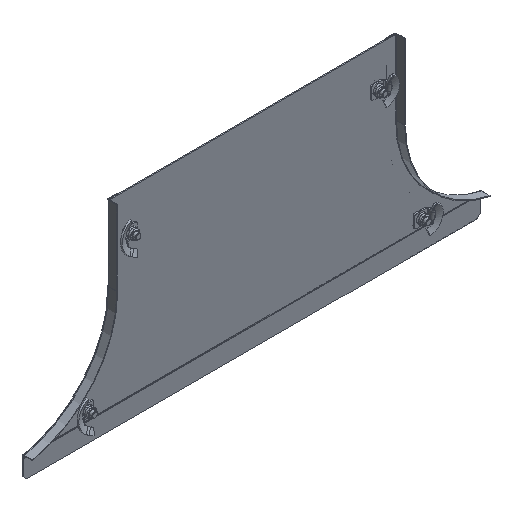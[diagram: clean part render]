
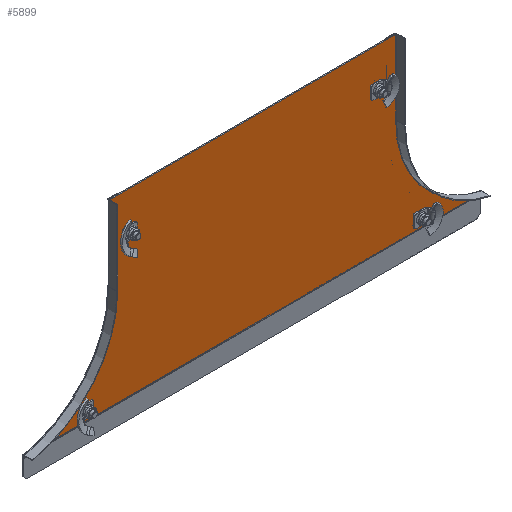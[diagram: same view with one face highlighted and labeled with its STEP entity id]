
A CAD part, isometric view. The second image highlights one B-rep face of the part: STEP entity #5899.
In plain terms, the highlighted planar face has unit normal (0, -1, 0).
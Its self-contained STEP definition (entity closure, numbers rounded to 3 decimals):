
#25 = AXIS2_PLACEMENT_3D ( 'NONE', #733, #5278, #2065 ) ;
#195 = DIRECTION ( 'NONE',  ( 0., -1., 0. ) ) ;
#242 = EDGE_LOOP ( 'NONE', ( #6348, #6373 ) ) ;
#333 = VERTEX_POINT ( 'NONE', #5969 ) ;
#336 = DIRECTION ( 'NONE',  ( 0., 0., -1. ) ) ;
#363 = EDGE_LOOP ( 'NONE', ( #1065, #5054 ) ) ;
#365 = CARTESIAN_POINT ( 'NONE',  ( 173., -1.5, -52.5 ) ) ;
#385 = DIRECTION ( 'NONE',  ( 1., 0., 0. ) ) ;
#433 = LINE ( 'NONE', #3669, #7126 ) ;
#546 = VERTEX_POINT ( 'NONE', #3118 ) ;
#733 = CARTESIAN_POINT ( 'NONE',  ( 173., -1.5, -52.5 ) ) ;
#782 = VERTEX_POINT ( 'NONE', #3453 ) ;
#904 = DIRECTION ( 'NONE',  ( 0., 1., 0. ) ) ;
#981 = AXIS2_PLACEMENT_3D ( 'NONE', #3582, #2913, #6145 ) ;
#988 = CARTESIAN_POINT ( 'NONE',  ( 173., -1.5, -60.75 ) ) ;
#1001 = CARTESIAN_POINT ( 'NONE',  ( -200., -1.5, 0. ) ) ;
#1065 = ORIENTED_EDGE ( 'NONE', *, *, #5271, .T. ) ;
#1153 = CIRCLE ( 'NONE', #5825, 150. ) ;
#1174 = VERTEX_POINT ( 'NONE', #7294 ) ;
#1267 = CARTESIAN_POINT ( 'NONE',  ( 319.976, -1.5, -251.964 ) ) ;
#1396 = CARTESIAN_POINT ( 'NONE',  ( 233.781, -1.5, -246.75 ) ) ;
#1408 = CARTESIAN_POINT ( 'NONE',  ( -350., -1.5, -105. ) ) ;
#1442 = CARTESIAN_POINT ( 'NONE',  ( 233.781, -1.5, -238.5 ) ) ;
#1504 = ORIENTED_EDGE ( 'NONE', *, *, #5333, .F. ) ;
#1682 = EDGE_LOOP ( 'NONE', ( #4565, #4296 ) ) ;
#1764 = CARTESIAN_POINT ( 'NONE',  ( 200., -1.5, 0. ) ) ;
#1785 = CIRCLE ( 'NONE', #2789, 8.25 ) ;
#1855 = ORIENTED_EDGE ( 'NONE', *, *, #7570, .F. ) ;
#1879 = AXIS2_PLACEMENT_3D ( 'NONE', #6922, #3674, #3916 ) ;
#1995 = ORIENTED_EDGE ( 'NONE', *, *, #5533, .F. ) ;
#2024 = VECTOR ( 'NONE', #3552, 1000. ) ;
#2065 = DIRECTION ( 'NONE',  ( 0., 0., -1. ) ) ;
#2147 = EDGE_CURVE ( 'NONE', #8203, #6045, #6455, .T. ) ;
#2224 = CARTESIAN_POINT ( 'NONE',  ( -173., -1.5, -52.5 ) ) ;
#2300 = CARTESIAN_POINT ( 'NONE',  ( -200., -1.5, -105. ) ) ;
#2413 = LINE ( 'NONE', #7415, #7656 ) ;
#2498 = EDGE_LOOP ( 'NONE', ( #4708, #3290 ) ) ;
#2539 = DIRECTION ( 'NONE',  ( 0., 0., -1. ) ) ;
#2575 = CARTESIAN_POINT ( 'NONE',  ( -319.976, -1.5, -251.964 ) ) ;
#2789 = AXIS2_PLACEMENT_3D ( 'NONE', #2224, #4232, #336 ) ;
#2913 = DIRECTION ( 'NONE',  ( 0., 1., 0. ) ) ;
#2995 = DIRECTION ( 'NONE',  ( 0., 1., 0. ) ) ;
#3014 = ORIENTED_EDGE ( 'NONE', *, *, #7003, .F. ) ;
#3118 = CARTESIAN_POINT ( 'NONE',  ( 233.781, -1.5, -230.25 ) ) ;
#3120 = EDGE_CURVE ( 'NONE', #782, #333, #8104, .T. ) ;
#3208 = AXIS2_PLACEMENT_3D ( 'NONE', #4867, #5402, #7975 ) ;
#3221 = CIRCLE ( 'NONE', #981, 8.25 ) ;
#3290 = ORIENTED_EDGE ( 'NONE', *, *, #4506, .T. ) ;
#3348 = VERTEX_POINT ( 'NONE', #1001 ) ;
#3367 = EDGE_CURVE ( 'NONE', #5945, #6976, #5873, .T. ) ;
#3453 = CARTESIAN_POINT ( 'NONE',  ( -173., -1.5, -60.75 ) ) ;
#3464 = VERTEX_POINT ( 'NONE', #7454 ) ;
#3541 = DIRECTION ( 'NONE',  ( 0., 1., 0. ) ) ;
#3552 = DIRECTION ( 'NONE',  ( 0., 0., 1. ) ) ;
#3582 = CARTESIAN_POINT ( 'NONE',  ( 233.781, -1.5, -238.5 ) ) ;
#3605 = FACE_BOUND ( 'NONE', #2498, .T. ) ;
#3629 = DIRECTION ( 'NONE',  ( 0., 0., -1. ) ) ;
#3669 = CARTESIAN_POINT ( 'NONE',  ( 350., -1.5, -251.964 ) ) ;
#3674 = DIRECTION ( 'NONE',  ( 0., -1., 0. ) ) ;
#3767 = VERTEX_POINT ( 'NONE', #1267 ) ;
#3916 = DIRECTION ( 'NONE',  ( 0., 0., -1. ) ) ;
#4114 = DIRECTION ( 'NONE',  ( 0., 0., -1. ) ) ;
#4118 = DIRECTION ( 'NONE',  ( 1., 0., 0. ) ) ;
#4173 = CARTESIAN_POINT ( 'NONE',  ( -233.781, -1.5, -238.5 ) ) ;
#4224 = FACE_BOUND ( 'NONE', #1682, .T. ) ;
#4232 = DIRECTION ( 'NONE',  ( 0., 1., 0. ) ) ;
#4296 = ORIENTED_EDGE ( 'NONE', *, *, #7437, .T. ) ;
#4506 = EDGE_CURVE ( 'NONE', #3464, #7580, #5865, .T. ) ;
#4565 = ORIENTED_EDGE ( 'NONE', *, *, #3367, .T. ) ;
#4628 = AXIS2_PLACEMENT_3D ( 'NONE', #4173, #904, #6704 ) ;
#4708 = ORIENTED_EDGE ( 'NONE', *, *, #5385, .T. ) ;
#4777 = PLANE ( 'NONE',  #1879 ) ;
#4791 = DIRECTION ( 'NONE',  ( 0., 0., -1. ) ) ;
#4819 = FACE_OUTER_BOUND ( 'NONE', #5074, .T. ) ;
#4867 = CARTESIAN_POINT ( 'NONE',  ( -233.781, -1.5, -238.5 ) ) ;
#4927 = CARTESIAN_POINT ( 'NONE',  ( -173., -1.5, -52.5 ) ) ;
#5054 = ORIENTED_EDGE ( 'NONE', *, *, #6296, .T. ) ;
#5074 = EDGE_LOOP ( 'NONE', ( #7698, #5395, #1855, #3014, #1995, #1504 ) ) ;
#5225 = VECTOR ( 'NONE', #4114, 1000. ) ;
#5247 = CIRCLE ( 'NONE', #4628, 8.25 ) ;
#5271 = EDGE_CURVE ( 'NONE', #546, #5280, #3221, .T. ) ;
#5278 = DIRECTION ( 'NONE',  ( 0., 1., 0. ) ) ;
#5280 = VERTEX_POINT ( 'NONE', #1396 ) ;
#5333 = EDGE_CURVE ( 'NONE', #6045, #3348, #7766, .T. ) ;
#5337 = AXIS2_PLACEMENT_3D ( 'NONE', #4927, #2995, #5571 ) ;
#5338 = FACE_BOUND ( 'NONE', #242, .T. ) ;
#5385 = EDGE_CURVE ( 'NONE', #7580, #3464, #5247, .T. ) ;
#5395 = ORIENTED_EDGE ( 'NONE', *, *, #7481, .T. ) ;
#5402 = DIRECTION ( 'NONE',  ( 0., 1., 0. ) ) ;
#5491 = CARTESIAN_POINT ( 'NONE',  ( 200., -1.5, 0. ) ) ;
#5533 = EDGE_CURVE ( 'NONE', #3348, #6066, #2413, .T. ) ;
#5571 = DIRECTION ( 'NONE',  ( 0., 0., -1. ) ) ;
#5725 = CIRCLE ( 'NONE', #25, 8.25 ) ;
#5750 = CARTESIAN_POINT ( 'NONE',  ( -233.781, -1.5, -230.25 ) ) ;
#5809 = AXIS2_PLACEMENT_3D ( 'NONE', #1408, #195, #5927 ) ;
#5825 = AXIS2_PLACEMENT_3D ( 'NONE', #7603, #6297, #2539 ) ;
#5827 = LINE ( 'NONE', #5491, #5225 ) ;
#5865 = CIRCLE ( 'NONE', #3208, 8.25 ) ;
#5873 = CIRCLE ( 'NONE', #6459, 8.25 ) ;
#5899 = ADVANCED_FACE ( 'NONE', ( #3605, #5338, #6017, #4224, #4819 ), #4777, .T. ) ;
#5927 = DIRECTION ( 'NONE',  ( 0., 0., -1. ) ) ;
#5945 = VERTEX_POINT ( 'NONE', #6806 ) ;
#5969 = CARTESIAN_POINT ( 'NONE',  ( -173., -1.5, -44.25 ) ) ;
#6017 = FACE_BOUND ( 'NONE', #363, .T. ) ;
#6045 = VERTEX_POINT ( 'NONE', #6905 ) ;
#6066 = VERTEX_POINT ( 'NONE', #1764 ) ;
#6145 = DIRECTION ( 'NONE',  ( 0., 0., -1. ) ) ;
#6296 = EDGE_CURVE ( 'NONE', #5280, #546, #8052, .T. ) ;
#6297 = DIRECTION ( 'NONE',  ( 0., -1., 0. ) ) ;
#6348 = ORIENTED_EDGE ( 'NONE', *, *, #7227, .T. ) ;
#6373 = ORIENTED_EDGE ( 'NONE', *, *, #3120, .T. ) ;
#6455 = CIRCLE ( 'NONE', #5809, 150. ) ;
#6459 = AXIS2_PLACEMENT_3D ( 'NONE', #365, #3541, #3629 ) ;
#6704 = DIRECTION ( 'NONE',  ( 0., 0., -1. ) ) ;
#6733 = AXIS2_PLACEMENT_3D ( 'NONE', #1442, #7258, #4791 ) ;
#6806 = CARTESIAN_POINT ( 'NONE',  ( 173., -1.5, -44.25 ) ) ;
#6905 = CARTESIAN_POINT ( 'NONE',  ( -200., -1.5, -105. ) ) ;
#6922 = CARTESIAN_POINT ( 'NONE',  ( 350., -1.5, -105. ) ) ;
#6976 = VERTEX_POINT ( 'NONE', #988 ) ;
#7003 = EDGE_CURVE ( 'NONE', #6066, #1174, #5827, .T. ) ;
#7126 = VECTOR ( 'NONE', #385, 1000. ) ;
#7227 = EDGE_CURVE ( 'NONE', #333, #782, #1785, .T. ) ;
#7258 = DIRECTION ( 'NONE',  ( 0., 1., 0. ) ) ;
#7294 = CARTESIAN_POINT ( 'NONE',  ( 200., -1.5, -105. ) ) ;
#7415 = CARTESIAN_POINT ( 'NONE',  ( -200., -1.5, 0. ) ) ;
#7437 = EDGE_CURVE ( 'NONE', #6976, #5945, #5725, .T. ) ;
#7454 = CARTESIAN_POINT ( 'NONE',  ( -233.781, -1.5, -246.75 ) ) ;
#7481 = EDGE_CURVE ( 'NONE', #8203, #3767, #433, .T. ) ;
#7570 = EDGE_CURVE ( 'NONE', #1174, #3767, #1153, .T. ) ;
#7580 = VERTEX_POINT ( 'NONE', #5750 ) ;
#7603 = CARTESIAN_POINT ( 'NONE',  ( 350., -1.5, -105. ) ) ;
#7656 = VECTOR ( 'NONE', #4118, 1000. ) ;
#7698 = ORIENTED_EDGE ( 'NONE', *, *, #2147, .F. ) ;
#7766 = LINE ( 'NONE', #2300, #2024 ) ;
#7975 = DIRECTION ( 'NONE',  ( 0., 0., -1. ) ) ;
#8052 = CIRCLE ( 'NONE', #6733, 8.25 ) ;
#8104 = CIRCLE ( 'NONE', #5337, 8.25 ) ;
#8203 = VERTEX_POINT ( 'NONE', #2575 ) ;
